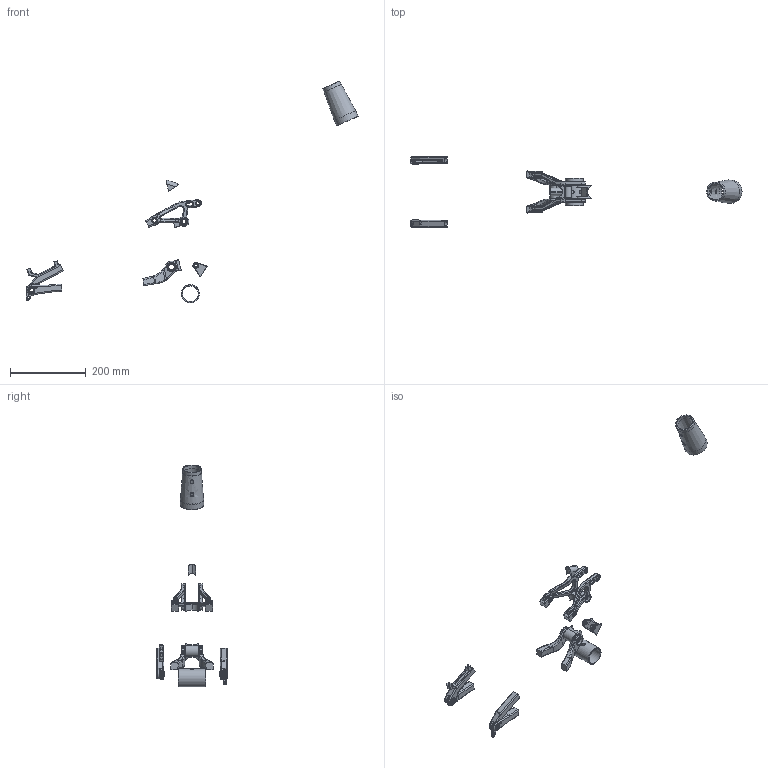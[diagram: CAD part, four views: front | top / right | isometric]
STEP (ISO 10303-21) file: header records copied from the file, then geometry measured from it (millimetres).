
FILE_DESCRIPTION(('FreeCAD Model'),'2;1');
FILE_NAME('Projet.step', '2020-10-29T11:53:54',('Author'),(''), 'Open CASCADE STEP processor 7.3','FreeCAD','Unknown');
FILE_SCHEMA(('AUTOMOTIVE_DESIGN { 1 0 10303 214 1 1 1 1 }'));
Length unit declared in the file: millimetre
Products named in the file (27): 001_ALUMINIUM_6061_T6; 002_ALUMINIUM_6061_T6; 003_ALUMINIUM_7075__T6; 004_ALUMINIUM_7075__T6; 005_ALUMINIUM_6061T6; 006_ALUMINIUM_6061T6; 007_ALUMINIUM_6061T6; 008_ALUMINIUM_6061T6; 009_ALUMINIUM_6061T6; 010_ALUMINIUM_6061T6; 011_ALUMINIUM_6061T6; 012_ALUMINIUM_6061T6; 013_ALUMINIUM_6061_T6; 014_ALUMINIUM_6061_T6; 015_ALUMINIUM_6061_T6; 016_ALUMINIUM_6061T6; 017_ALUMINIUM_6061_T6; 018__ALUMINIUM_7075_T6; 019_ALUMINIUM_7075_T6; 020__ALUMINIUM_7075_T6; 021_ALUMINIUM_7075_T6; 022_ALUMINIUM_7075_T6; 023_ALUMINIUM_7075_T6; 024_ALUMINIUM_7075_T6; 025_ALUMINIUM_7075_T6; 026_ALUMINIUM_7075_T6; 027_ALUMINIUM_7075_T6
Bounding box: 878.34 x 186.4 x 586.81 mm (x, y, z)
Volume: 347249.5 mm3; surface area: 179214 mm2
Topology: 27 solids, 27 shells, 736 faces, 1665 edges, 996 vertices
Faces by surface type: cylinder 353, plane 210, torus 86, bspline 75, cone 10, sphere 2
Full cylindrical faces by diameter (mm): 3.3 x1, 4.1 x1, 5 x2, 6.75 x2, 8 x5, 8.1 x1, 10 x15, 10.25 x1, 11.9 x1, 12 x7, 12.1 x3, 13 x6, 14.15 x2, 15 x15, 15.8 x2, 17 x3, 18 x2, 19 x4, 20 x2, 21 x2, 24 x2, 42 x1, 44 x1, 48 x1, 50 x1, 56 x1, 62 x1
Entity records: 63803 total; most frequent: CARTESIAN_POINT 30711, DIRECTION 5934, ORIENTED_EDGE 3316, PCURVE 3316, DEFINITIONAL_REPRESENTATION 3316, LINE 3102, VECTOR 3102, EDGE_CURVE 1658
